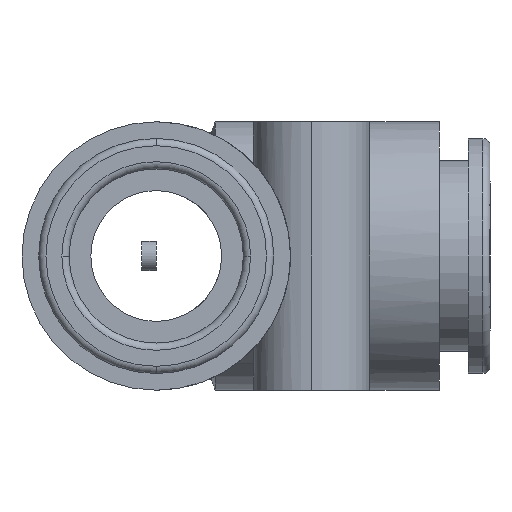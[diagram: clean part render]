
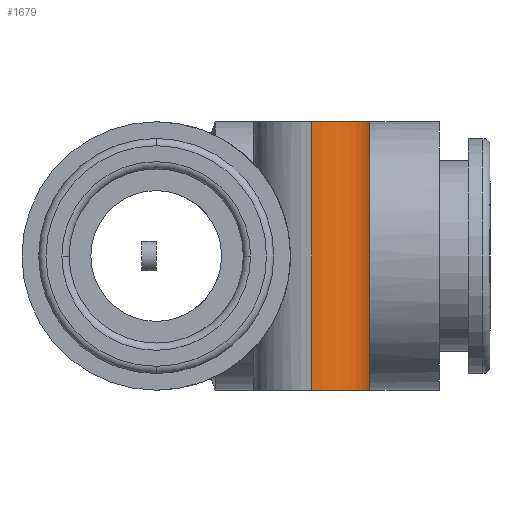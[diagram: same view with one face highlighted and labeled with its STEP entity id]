
A CAD part, left-side view. The second image highlights one B-rep face of the part: STEP entity #1679.
In plain terms, the highlighted cylindrical face has radius 4 mm (diameter 8 mm), a partial arc.
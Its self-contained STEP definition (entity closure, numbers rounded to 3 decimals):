
#108 = B_SPLINE_CURVE_WITH_KNOTS ( 'NONE', 3,
 ( #393, #392, #383, #379, #378, #373, #372, #371, #368, #367, #366, #363, #361, #359, #354, #348, #346, #341, #336, #334, #330, #329, #327, #325, #321, #320, #314, #313, #311, #310, #306, #305, #301, #300, #296, #294, #293, #291, #289, #281, #280, #276, #265, #260 ),
 .UNSPECIFIED., .F., .F.,
 ( 4, 2, 2, 2, 2, 2, 2, 2, 2, 2, 2, 2, 2, 2, 2, 2, 2, 2, 2, 2, 2, 4 ),
 ( 0.026, 0.027, 0.027, 0.028, 0.028, 0.03, 0.031, 0.032, 0.033, 0.034, 0.035, 0.037, 0.038, 0.039, 0.04, 0.04, 0.041, 0.042, 0.042, 0.043, 0.043, 0.044 ),
 .UNSPECIFIED. ) ;
#137 = CARTESIAN_POINT ( 'NONE',  ( -6.7, -10.7, 6.377 ) ) ;
#260 = CARTESIAN_POINT ( 'NONE',  ( -6.7, -10.7, 6.377 ) ) ;
#265 = CARTESIAN_POINT ( 'NONE',  ( -6.7, -10.884, 6.377 ) ) ;
#276 = CARTESIAN_POINT ( 'NONE',  ( -6.713, -11.069, 6.364 ) ) ;
#280 = CARTESIAN_POINT ( 'NONE',  ( -6.763, -11.433, 6.31 ) ) ;
#281 = CARTESIAN_POINT ( 'NONE',  ( -6.801, -11.608, 6.271 ) ) ;
#289 = CARTESIAN_POINT ( 'NONE',  ( -6.895, -11.947, 6.166 ) ) ;
#291 = CARTESIAN_POINT ( 'NONE',  ( -6.953, -12.111, 6.101 ) ) ;
#293 = CARTESIAN_POINT ( 'NONE',  ( -7.086, -12.422, 5.947 ) ) ;
#294 = CARTESIAN_POINT ( 'NONE',  ( -7.159, -12.566, 5.859 ) ) ;
#296 = CARTESIAN_POINT ( 'NONE',  ( -7.314, -12.836, 5.664 ) ) ;
#300 = CARTESIAN_POINT ( 'NONE',  ( -7.398, -12.962, 5.555 ) ) ;
#301 = CARTESIAN_POINT ( 'NONE',  ( -7.568, -13.193, 5.32 ) ) ;
#305 = CARTESIAN_POINT ( 'NONE',  ( -7.655, -13.297, 5.195 ) ) ;
#306 = CARTESIAN_POINT ( 'NONE',  ( -7.827, -13.486, 4.932 ) ) ;
#310 = CARTESIAN_POINT ( 'NONE',  ( -7.913, -13.571, 4.794 ) ) ;
#311 = CARTESIAN_POINT ( 'NONE',  ( -8.081, -13.726, 4.504 ) ) ;
#313 = CARTESIAN_POINT ( 'NONE',  ( -8.164, -13.795, 4.352 ) ) ;
#314 = CARTESIAN_POINT ( 'NONE',  ( -8.4, -13.979, 3.888 ) ) ;
#320 = CARTESIAN_POINT ( 'NONE',  ( -8.544, -14.072, 3.564 ) ) ;
#321 = CARTESIAN_POINT ( 'NONE',  ( -8.795, -14.22, 2.889 ) ) ;
#325 = CARTESIAN_POINT ( 'NONE',  ( -8.903, -14.275, 2.537 ) ) ;
#327 = CARTESIAN_POINT ( 'NONE',  ( -9.16, -14.397, 1.477 ) ) ;
#329 = CARTESIAN_POINT ( 'NONE',  ( -9.249, -14.427, 0.753 ) ) ;
#330 = CARTESIAN_POINT ( 'NONE',  ( -9.251, -14.428, -0.355 ) ) ;
#334 = CARTESIAN_POINT ( 'NONE',  ( -9.229, -14.42, -0.724 ) ) ;
#336 = CARTESIAN_POINT ( 'NONE',  ( -9.142, -14.384, -1.456 ) ) ;
#341 = CARTESIAN_POINT ( 'NONE',  ( -9.076, -14.357, -1.821 ) ) ;
#346 = CARTESIAN_POINT ( 'NONE',  ( -8.905, -14.276, -2.529 ) ) ;
#348 = CARTESIAN_POINT ( 'NONE',  ( -8.799, -14.222, -2.875 ) ) ;
#354 = CARTESIAN_POINT ( 'NONE',  ( -8.549, -14.076, -3.549 ) ) ;
#359 = CARTESIAN_POINT ( 'NONE',  ( -8.404, -13.981, -3.88 ) ) ;
#361 = CARTESIAN_POINT ( 'NONE',  ( -8.09, -13.737, -4.499 ) ) ;
#363 = CARTESIAN_POINT ( 'NONE',  ( -7.92, -13.588, -4.789 ) ) ;
#366 = CARTESIAN_POINT ( 'NONE',  ( -7.572, -13.206, -5.322 ) ) ;
#367 = CARTESIAN_POINT ( 'NONE',  ( -7.398, -12.98, -5.558 ) ) ;
#368 = CARTESIAN_POINT ( 'NONE',  ( -7.161, -12.57, -5.857 ) ) ;
#371 = CARTESIAN_POINT ( 'NONE',  ( -7.087, -12.425, -5.945 ) ) ;
#372 = CARTESIAN_POINT ( 'NONE',  ( -6.956, -12.117, -6.099 ) ) ;
#373 = CARTESIAN_POINT ( 'NONE',  ( -6.897, -11.952, -6.165 ) ) ;
#378 = CARTESIAN_POINT ( 'NONE',  ( -6.801, -11.61, -6.27 ) ) ;
#379 = CARTESIAN_POINT ( 'NONE',  ( -6.764, -11.434, -6.31 ) ) ;
#383 = CARTESIAN_POINT ( 'NONE',  ( -6.713, -11.071, -6.364 ) ) ;
#390 = CYLINDRICAL_SURFACE ( 'NONE', #2510, 4. ) ;
#392 = CARTESIAN_POINT ( 'NONE',  ( -6.7, -10.884, -6.377 ) ) ;
#393 = CARTESIAN_POINT ( 'NONE',  ( -6.7, -10.7, -6.377 ) ) ;
#407 = CARTESIAN_POINT ( 'NONE',  ( -6.7, -10.7, 9.25 ) ) ;
#413 = VERTEX_POINT ( 'NONE', #137 ) ;
#491 = CARTESIAN_POINT ( 'NONE',  ( -6.7, -10.7, -9.25 ) ) ;
#540 = ORIENTED_EDGE ( 'NONE', *, *, #1394, .T. ) ;
#583 = CARTESIAN_POINT ( 'NONE',  ( -14.7, -10.7, -9.25 ) ) ;
#621 = ORIENTED_EDGE ( 'NONE', *, *, #2794, .T. ) ;
#654 = CARTESIAN_POINT ( 'NONE',  ( -6.7, -10.7, -6.377 ) ) ;
#762 = AXIS2_PLACEMENT_3D ( 'NONE', #2594, #2598, #2601 ) ;
#772 = AXIS2_PLACEMENT_3D ( 'NONE', #1456, #2563, #2568 ) ;
#829 = VECTOR ( 'NONE', #943, 1000. ) ;
#936 = DIRECTION ( 'NONE',  ( 0., 0., -1. ) ) ;
#943 = DIRECTION ( 'NONE',  ( 0., 0., -1. ) ) ;
#947 = VECTOR ( 'NONE', #936, 1000. ) ;
#948 = CARTESIAN_POINT ( 'NONE',  ( -6.7, -10.7, 9.25 ) ) ;
#954 = VECTOR ( 'NONE', #2281, 1000. ) ;
#998 = CIRCLE ( 'NONE', #772, 4. ) ;
#1028 = EDGE_LOOP ( 'NONE', ( #2791, #1946, #540, #1872, #2365, #621 ) ) ;
#1147 = VERTEX_POINT ( 'NONE', #1319 ) ;
#1319 = CARTESIAN_POINT ( 'NONE',  ( -14.7, -10.7, 9.25 ) ) ;
#1394 = EDGE_CURVE ( 'NONE', #1147, #2455, #2704, .T. ) ;
#1456 = CARTESIAN_POINT ( 'NONE',  ( -10.7, -10.7, 9.25 ) ) ;
#1541 = FACE_OUTER_BOUND ( 'NONE', #1028, .T. ) ;
#1627 = EDGE_CURVE ( 'NONE', #1147, #2675, #998, .T. ) ;
#1629 = EDGE_CURVE ( 'NONE', #2455, #2615, #1819, .T. ) ;
#1677 = EDGE_CURVE ( 'NONE', #2675, #413, #2189, .T. ) ;
#1679 = ADVANCED_FACE ( 'NONE', ( #1541 ), #390, .T. ) ;
#1819 = CIRCLE ( 'NONE', #762, 4. ) ;
#1871 = EDGE_CURVE ( 'NONE', #2013, #2615, #2627, .T. ) ;
#1872 = ORIENTED_EDGE ( 'NONE', *, *, #1629, .T. ) ;
#1946 = ORIENTED_EDGE ( 'NONE', *, *, #1627, .F. ) ;
#2013 = VERTEX_POINT ( 'NONE', #654 ) ;
#2141 = CARTESIAN_POINT ( 'NONE',  ( -6.7, -10.7, 9.25 ) ) ;
#2168 = CARTESIAN_POINT ( 'NONE',  ( -14.7, -10.7, 9.25 ) ) ;
#2189 = LINE ( 'NONE', #2141, #954 ) ;
#2251 = DIRECTION ( 'NONE',  ( 0., 0., -1. ) ) ;
#2254 = CARTESIAN_POINT ( 'NONE',  ( -10.7, -10.7, 9.25 ) ) ;
#2258 = DIRECTION ( 'NONE',  ( -1., 0., 0. ) ) ;
#2281 = DIRECTION ( 'NONE',  ( 0., 0., -1. ) ) ;
#2365 = ORIENTED_EDGE ( 'NONE', *, *, #1871, .F. ) ;
#2455 = VERTEX_POINT ( 'NONE', #583 ) ;
#2510 = AXIS2_PLACEMENT_3D ( 'NONE', #2254, #2251, #2258 ) ;
#2563 = DIRECTION ( 'NONE',  ( 0., 0., 1. ) ) ;
#2568 = DIRECTION ( 'NONE',  ( 1., 0., 0. ) ) ;
#2594 = CARTESIAN_POINT ( 'NONE',  ( -10.7, -10.7, -9.25 ) ) ;
#2598 = DIRECTION ( 'NONE',  ( 0., 0., 1. ) ) ;
#2601 = DIRECTION ( 'NONE',  ( 1., 0., 0. ) ) ;
#2615 = VERTEX_POINT ( 'NONE', #491 ) ;
#2627 = LINE ( 'NONE', #948, #829 ) ;
#2675 = VERTEX_POINT ( 'NONE', #407 ) ;
#2704 = LINE ( 'NONE', #2168, #947 ) ;
#2791 = ORIENTED_EDGE ( 'NONE', *, *, #1677, .F. ) ;
#2794 = EDGE_CURVE ( 'NONE', #2013, #413, #108, .T. ) ;
